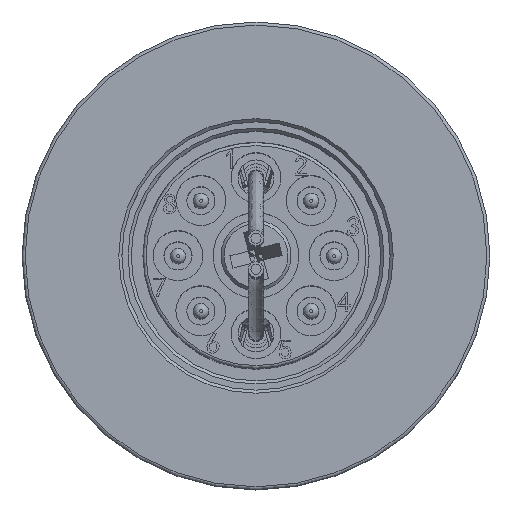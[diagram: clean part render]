
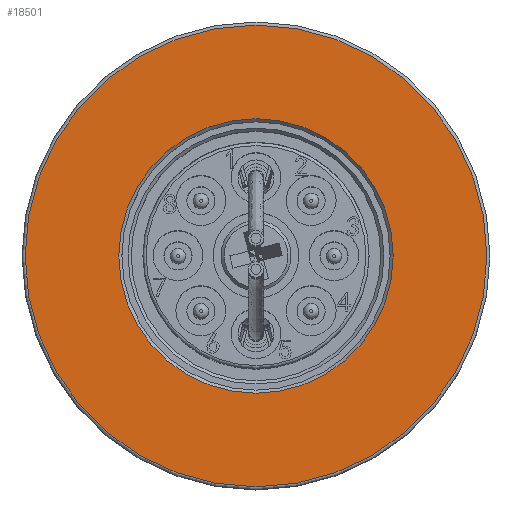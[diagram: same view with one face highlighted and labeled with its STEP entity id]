
A CAD part, top view. The second image highlights one B-rep face of the part: STEP entity #18501.
In plain terms, the highlighted planar face has unit normal (0, 0, 1).
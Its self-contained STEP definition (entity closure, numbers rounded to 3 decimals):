
#337 = ORIENTED_EDGE ( 'NONE', *, *, #18277, .T. ) ;
#563 = CARTESIAN_POINT ( 'NONE',  ( 0., 0., 2.5 ) ) ;
#3577 = AXIS2_PLACEMENT_3D ( 'NONE', #45070, #6803, #30607 ) ;
#5466 = CARTESIAN_POINT ( 'NONE',  ( -14.8, 0., 2.5 ) ) ;
#6803 = DIRECTION ( 'NONE',  ( 0., 0., -1. ) ) ;
#8643 = EDGE_LOOP ( 'NONE', ( #44436 ) ) ;
#9692 = VERTEX_POINT ( 'NONE', #5466 ) ;
#10226 = AXIS2_PLACEMENT_3D ( 'NONE', #20602, #43732, #39001 ) ;
#10526 = FACE_OUTER_BOUND ( 'NONE', #8643, .T. ) ;
#11024 = DIRECTION ( 'NONE',  ( -1., 0., 0. ) ) ;
#14691 = EDGE_CURVE ( 'NONE', #9692, #9692, #14965, .T. ) ;
#14965 = CIRCLE ( 'NONE', #10226, 14.8 ) ;
#18277 = EDGE_CURVE ( 'NONE', #30009, #30009, #20245, .T. ) ;
#18501 = ADVANCED_FACE ( 'NONE', ( #19201, #10526 ), #25666, .F. ) ;
#18846 = CARTESIAN_POINT ( 'NONE',  ( -8.8, 0., 2.5 ) ) ;
#19201 = FACE_BOUND ( 'NONE', #34662, .T. ) ;
#20245 = CIRCLE ( 'NONE', #21066, 8.8 ) ;
#20602 = CARTESIAN_POINT ( 'NONE',  ( 0., 0., 2.5 ) ) ;
#21066 = AXIS2_PLACEMENT_3D ( 'NONE', #563, #37864, #11024 ) ;
#25666 = PLANE ( 'NONE',  #3577 ) ;
#30009 = VERTEX_POINT ( 'NONE', #18846 ) ;
#30607 = DIRECTION ( 'NONE',  ( -1., 0., 0. ) ) ;
#34662 = EDGE_LOOP ( 'NONE', ( #337 ) ) ;
#37864 = DIRECTION ( 'NONE',  ( 0., 0., -1. ) ) ;
#39001 = DIRECTION ( 'NONE',  ( -1., 0., 0. ) ) ;
#43732 = DIRECTION ( 'NONE',  ( 0., 0., 1. ) ) ;
#44436 = ORIENTED_EDGE ( 'NONE', *, *, #14691, .T. ) ;
#45070 = CARTESIAN_POINT ( 'NONE',  ( 0., 0., 2.5 ) ) ;
